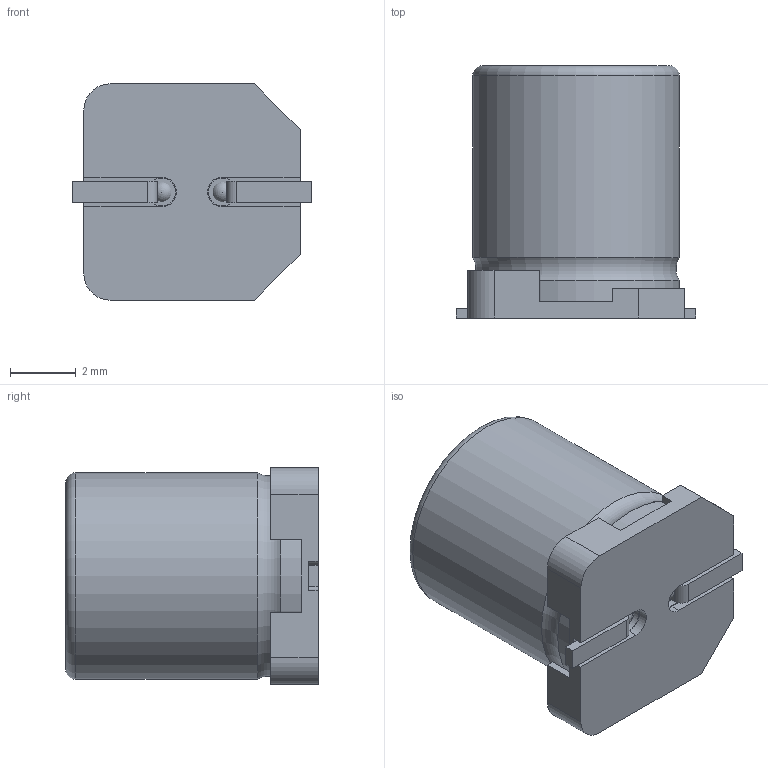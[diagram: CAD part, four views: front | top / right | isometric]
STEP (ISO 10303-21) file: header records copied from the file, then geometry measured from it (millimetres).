
FILE_DESCRIPTION(/* description */ ('STEP AP214'),/* implementation_level */ '2;1');
FILE_NAME(/* name */ 'Capacitor 6.3 SIZE CODE D8-2.stp',/* time_stamp */ '2023-10-26T11:27:28-03:00',/* author */ ('rogerio.marcondeli'),/* organization */ (''),/* preprocessor_version */ 'ST-DEVELOPER v18.1',/* originating_system */ 'Autodesk Inventor 2022',/* authorisation */ '');
FILE_SCHEMA (('AUTOMOTIVE_DESIGN { 1 0 10303 214 3 1 1 }'));
Length unit declared in the file: millimetre
Products named in the file (4): Capacitor 6.3 SIZE CODE D8; •W�€SIZE CODE D8-001; •W�€SIZE CODE D8-002; •W�€SIZE CODE D8-003
Assembly tree (4 placements, depth 2):
  Capacitor 6.3 SIZE CODE D8
    •W�€SIZE CODE D8-001
    •W�€SIZE CODE D8-002
    •W�€SIZE CODE D8-003  x2
Bounding box: 7.3 x 7.7 x 6.6 mm (x, y, z)
Volume: 248.9 mm3; surface area: 333.6 mm2
Topology: 4 solids, 4 shells, 198 faces, 525 edges, 348 vertices
Faces by surface type: plane 121, bspline 56, cylinder 17, torus 2, sphere 2
Full cylindrical faces by diameter (mm): 0.65 x2, 0.85 x2, 6.3 x2
Entity records: 6404 total; most frequent: CARTESIAN_POINT 1914, ORIENTED_EDGE 986, DIRECTION 696, EDGE_CURVE 493, LINE 342, VECTOR 342, VERTEX_POINT 328, EDGE_LOOP 205
